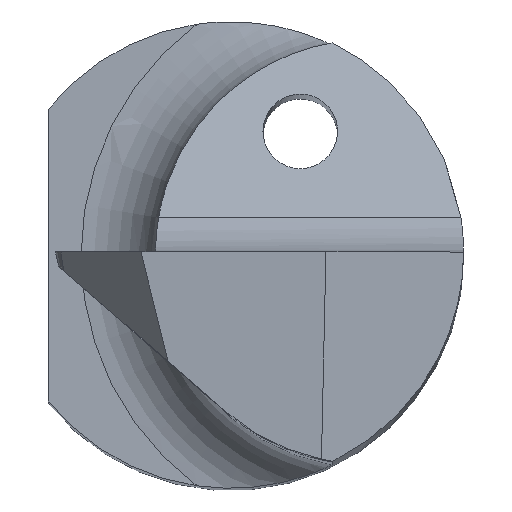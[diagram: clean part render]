
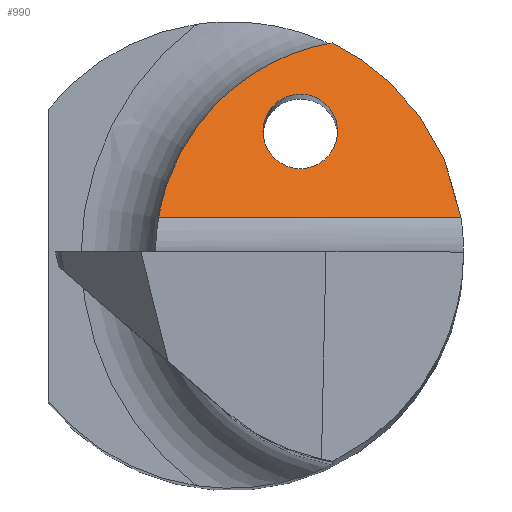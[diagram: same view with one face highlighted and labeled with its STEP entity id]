
A CAD part, top view. The second image highlights one B-rep face of the part: STEP entity #990.
In plain terms, the highlighted planar face has unit normal (0, 0.766, 0.643).
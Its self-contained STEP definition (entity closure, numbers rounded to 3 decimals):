
#34 = CARTESIAN_POINT ( 'NONE',  ( 1.09, 2.25, 29. ) ) ;
#68 = DIRECTION ( 'NONE',  ( 0., -0.766, -0.643 ) ) ;
#81 = CARTESIAN_POINT ( 'NONE',  ( 1.15, 1.299, 30.133 ) ) ;
#95 = CARTESIAN_POINT ( 'NONE',  ( 1.847, 1.883, 29.437 ) ) ;
#104 =( BOUNDED_CURVE ( )  B_SPLINE_CURVE ( 3, ( #819, #580, #582, #501 ),
 .UNSPECIFIED., .F., .T. ) 
 B_SPLINE_CURVE_WITH_KNOTS ( ( 4, 4 ),
 ( 0.174, 1.406 ),
 .UNSPECIFIED. ) 
 CURVE ( )  GEOMETRIC_REPRESENTATION_ITEM ( )  RATIONAL_B_SPLINE_CURVE ( ( 1., 0.877, 0.877, 1. ) ) 
 REPRESENTATION_ITEM ( '' )  );
#130 = LINE ( 'NONE', #743, #441 ) ;
#152 = EDGE_LOOP ( 'NONE', ( #260, #720 ) ) ;
#169 = CARTESIAN_POINT ( 'NONE',  ( -0.769, 0.374, 31.235 ) ) ;
#218 = VERTEX_POINT ( 'NONE', #634 ) ;
#230 = VERTEX_POINT ( 'NONE', #169 ) ;
#260 = ORIENTED_EDGE ( 'NONE', *, *, #490, .T. ) ;
#293 = EDGE_CURVE ( 'NONE', #464, #230, #130, .T. ) ;
#294 = EDGE_LOOP ( 'NONE', ( #408, #748, #510 ) ) ;
#342 = CARTESIAN_POINT ( 'NONE',  ( 2.472, 0.374, 31.235 ) ) ;
#365 = FACE_BOUND ( 'NONE', #152, .T. ) ;
#366 = VERTEX_POINT ( 'NONE', #739 ) ;
#389 = CARTESIAN_POINT ( 'NONE',  ( 0.35, 0.499, 31.087 ) ) ;
#408 = ORIENTED_EDGE ( 'NONE', *, *, #293, .F. ) ;
#423 = CARTESIAN_POINT ( 'NONE',  ( 0.35, 1.299, 30.133 ) ) ;
#441 = VECTOR ( 'NONE', #836, 1000. ) ;
#464 = VERTEX_POINT ( 'NONE', #1000 ) ;
#490 = EDGE_CURVE ( 'NONE', #218, #366, #797, .T. ) ;
#501 = CARTESIAN_POINT ( 'NONE',  ( -0.769, 0.374, 31.235 ) ) ;
#510 = ORIENTED_EDGE ( 'NONE', *, *, #881, .T. ) ;
#556 = CARTESIAN_POINT ( 'NONE',  ( 0.35, 2.099, 29.18 ) ) ;
#580 = CARTESIAN_POINT ( 'NONE',  ( 0.102, 2.077, 29.207 ) ) ;
#582 = CARTESIAN_POINT ( 'NONE',  ( -0.605, 1.364, 30.056 ) ) ;
#609 = DIRECTION ( 'NONE',  ( 0., 0.643, -0.766 ) ) ;
#615 = PLANE ( 'NONE',  #767 ) ;
#634 = CARTESIAN_POINT ( 'NONE',  ( 1.15, 1.299, 30.133 ) ) ;
#652 = CARTESIAN_POINT ( 'NONE',  ( 2.346, 1.206, 30.244 ) ) ;
#674 = CARTESIAN_POINT ( 'NONE',  ( 2.5, 0.374, 31.235 ) ) ;
#685 = EDGE_CURVE ( 'NONE', #464, #867, #895, .T. ) ;
#692 = EDGE_CURVE ( 'NONE', #366, #218, #888, .T. ) ;
#720 = ORIENTED_EDGE ( 'NONE', *, *, #692, .T. ) ;
#739 = CARTESIAN_POINT ( 'NONE',  ( 0.35, 1.299, 30.133 ) ) ;
#743 = CARTESIAN_POINT ( 'NONE',  ( 2.5, 0.374, 31.235 ) ) ;
#748 = ORIENTED_EDGE ( 'NONE', *, *, #685, .T. ) ;
#763 = FACE_OUTER_BOUND ( 'NONE', #294, .T. ) ;
#767 = AXIS2_PLACEMENT_3D ( 'NONE', #674, #68, #609 ) ;
#790 = CARTESIAN_POINT ( 'NONE',  ( 1.15, 0.499, 31.087 ) ) ;
#794 = CARTESIAN_POINT ( 'NONE',  ( 1.15, 1.299, 30.133 ) ) ;
#797 =( BOUNDED_CURVE ( )  B_SPLINE_CURVE ( 3, ( #81, #790, #389, #872 ),
 .UNSPECIFIED., .F., .T. ) 
 B_SPLINE_CURVE_WITH_KNOTS ( ( 4, 4 ),
 ( 1.571, 4.712 ),
 .UNSPECIFIED. ) 
 CURVE ( )  GEOMETRIC_REPRESENTATION_ITEM ( )  RATIONAL_B_SPLINE_CURVE ( ( 1., 0.333, 0.333, 1. ) ) 
 REPRESENTATION_ITEM ( '' )  );
#819 = CARTESIAN_POINT ( 'NONE',  ( 1.09, 2.25, 29. ) ) ;
#836 = DIRECTION ( 'NONE',  ( -1., 0., 0. ) ) ;
#867 = VERTEX_POINT ( 'NONE', #972 ) ;
#872 = CARTESIAN_POINT ( 'NONE',  ( 0.35, 1.299, 30.133 ) ) ;
#876 = CARTESIAN_POINT ( 'NONE',  ( 1.15, 2.099, 29.18 ) ) ;
#881 = EDGE_CURVE ( 'NONE', #867, #230, #104, .T. ) ;
#888 =( BOUNDED_CURVE ( )  B_SPLINE_CURVE ( 3, ( #423, #556, #876, #794 ),
 .UNSPECIFIED., .F., .F. ) 
 B_SPLINE_CURVE_WITH_KNOTS ( ( 4, 4 ),
 ( 4.712, 7.854 ),
 .UNSPECIFIED. ) 
 CURVE ( )  GEOMETRIC_REPRESENTATION_ITEM ( )  RATIONAL_B_SPLINE_CURVE ( ( 1., 0.333, 0.333, 1. ) ) 
 REPRESENTATION_ITEM ( '' )  );
#895 =( BOUNDED_CURVE ( )  B_SPLINE_CURVE ( 3, ( #342, #652, #95, #34 ),
 .UNSPECIFIED., .F., .T. ) 
 B_SPLINE_CURVE_WITH_KNOTS ( ( 4, 4 ),
 ( 4.863, 5.832 ),
 .UNSPECIFIED. ) 
 CURVE ( )  GEOMETRIC_REPRESENTATION_ITEM ( )  RATIONAL_B_SPLINE_CURVE ( ( 1., 0.923, 0.923, 1. ) ) 
 REPRESENTATION_ITEM ( '' )  );
#972 = CARTESIAN_POINT ( 'NONE',  ( 1.09, 2.25, 29. ) ) ;
#990 = ADVANCED_FACE ( 'NONE', ( #365, #763 ), #615, .F. ) ;
#1000 = CARTESIAN_POINT ( 'NONE',  ( 2.472, 0.374, 31.235 ) ) ;
